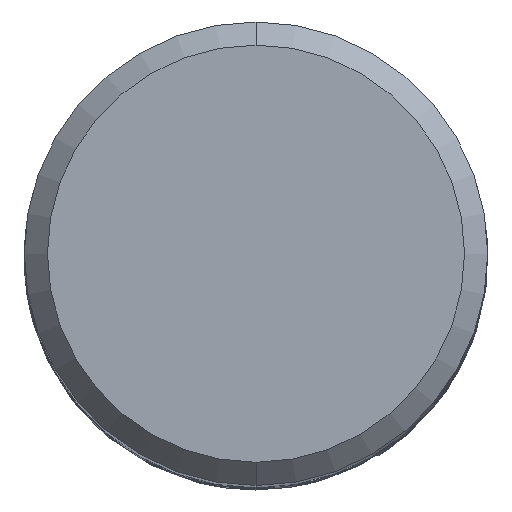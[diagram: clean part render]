
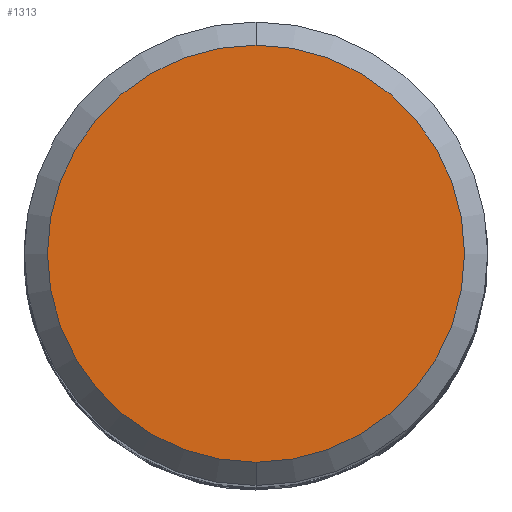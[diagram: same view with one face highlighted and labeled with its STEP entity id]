
A CAD part, top view. The second image highlights one B-rep face of the part: STEP entity #1313.
In plain terms, the highlighted planar face has unit normal (0, 0, 1).
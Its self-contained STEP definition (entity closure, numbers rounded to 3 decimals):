
#647=EDGE_CURVE('',#727,#769,#1646,.T.);
#727=VERTEX_POINT('',#1735);
#769=VERTEX_POINT('',#1782);
#1313=ADVANCED_FACE('',(#2376),#2377,.T.);
#1341=EDGE_CURVE('',#769,#727,#2407,.T.);
#1646=CIRCLE('',#4785,9.0);
#1735=CARTESIAN_POINT('',(0.0,9.0,0.0));
#1782=CARTESIAN_POINT('',(0.,-9.0,0.0));
#2376=FACE_OUTER_BOUND('',#17592,.T.);
#2377=PLANE('',#17593);
#2407=CIRCLE('',#18328,9.0);
#4785=AXIS2_PLACEMENT_3D('',#20069,#20070,#20071);
#17592=EDGE_LOOP('',(#20815,#20816));
#17593=AXIS2_PLACEMENT_3D('',#20817,#20818,#20819);
#18328=AXIS2_PLACEMENT_3D('',#20844,#20845,#20846);
#20069=CARTESIAN_POINT('',(0.0,0.0,0.0));
#20070=DIRECTION('',(0.0,0.0,-1.0));
#20071=DIRECTION('',(0.0,1.0,0.0));
#20815=ORIENTED_EDGE('',*,*,#647,.F.);
#20816=ORIENTED_EDGE('',*,*,#1341,.F.);
#20817=CARTESIAN_POINT('',(0.0,4.5,0.0));
#20818=DIRECTION('',(-0.0,0.0,1.0));
#20819=DIRECTION('',(0.0,-1.0,0.0));
#20844=CARTESIAN_POINT('',(0.0,0.0,0.0));
#20845=DIRECTION('',(0.0,0.0,-1.0));
#20846=DIRECTION('',(0.0,1.0,0.0));
